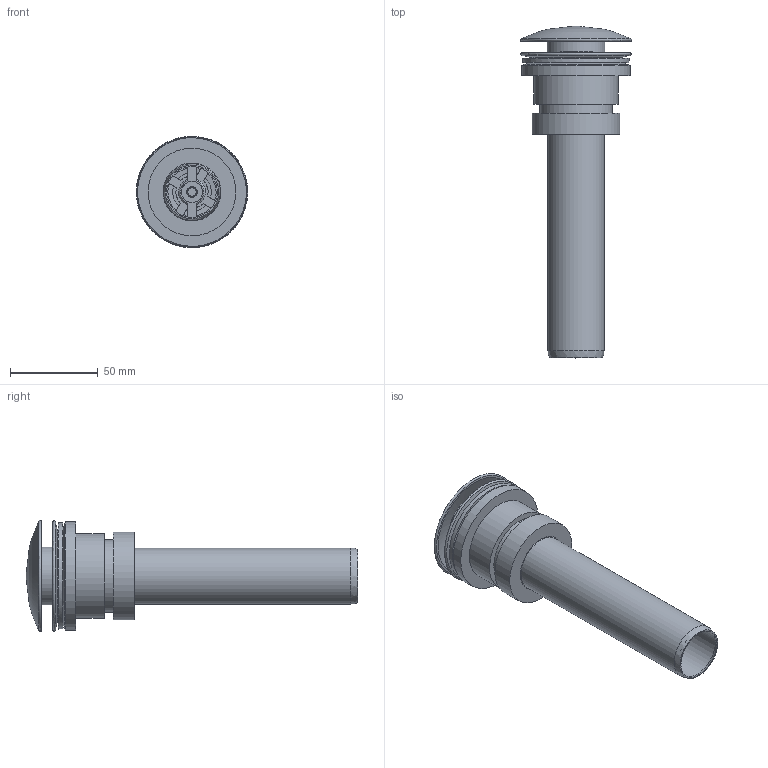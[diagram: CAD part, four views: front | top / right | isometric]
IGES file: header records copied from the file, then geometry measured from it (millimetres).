
Global section: file name: V192-A; native system: Autodesk Inventor 2018; preprocessor: unknown; author: aduggalther; date: 20180727.094409; units: millimetre
Bounding box: 63.45 x 189.34 x 63.46 mm (x, y, z)
Volume: 77413.2 mm3; surface area: 86462.1 mm2
Topology: 12 solids, 12 shells, 152 faces, 400 edges, 286 vertices
Faces by surface type: bspline 152
